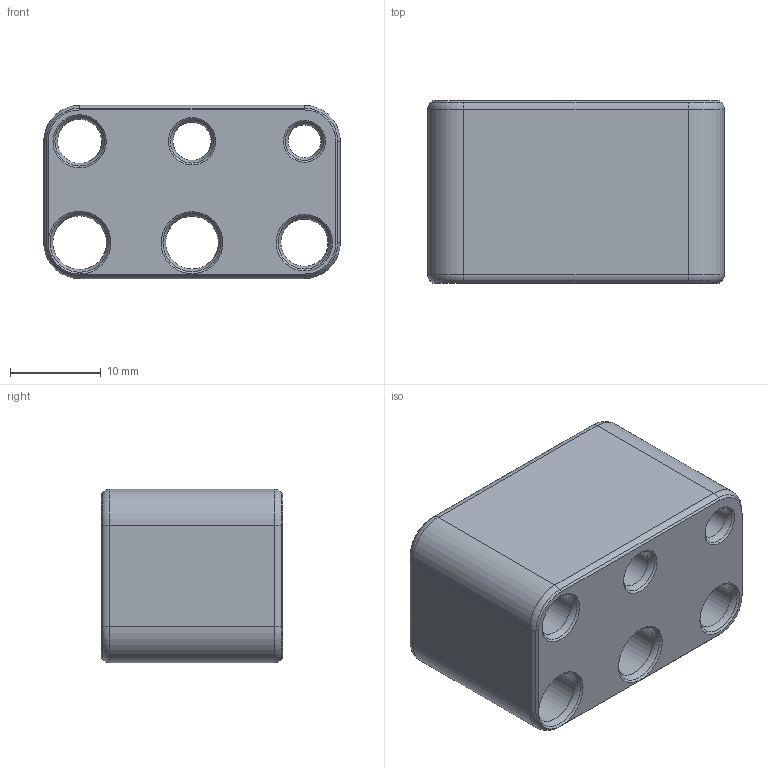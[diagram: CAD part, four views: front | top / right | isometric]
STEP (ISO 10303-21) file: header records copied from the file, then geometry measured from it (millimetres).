
FILE_DESCRIPTION(/* description */ (''),/* implementation_level */ '2;1');
FILE_NAME(/* name */ 'Screwdrive holder.step',/* time_stamp */ '2017-03-01T20:06:40+01:00',/* author */ ('Rubén'),/* organization */ (''),/* preprocessor_version */ 'ST-DEVELOPER v15.2',/* originating_system */ 'Autodesk Inventor 2014',/* authorisation */ '');
FILE_SCHEMA (('AUTOMOTIVE_DESIGN { 1 0 10303 214 3 1 1 }'));
Length unit declared in the file: millimetre
Products named in the file (1): Screwdrive holder
Bounding box: 32.61 x 20 x 19.04 mm (x, y, z)
Volume: 9745.1 mm3; surface area: 4644.5 mm2
Topology: 1 solids, 1 shells, 72 faces, 154 edges, 82 vertices
Faces by surface type: torus 20, cone 20, cylinder 18, plane 14
Full cylindrical faces by diameter (mm): 3.6 x1, 4.2 x1, 4.85 x1, 5.2 x1, 5.8 x1, 5.9 x1
Entity records: 1793 total; most frequent: DIRECTION 346, CARTESIAN_POINT 279, ORIENTED_EDGE 248, AXIS2_PLACEMENT_3D 149, EDGE_CURVE 124, EDGE_LOOP 112, VERTEX_POINT 82, CIRCLE 76
